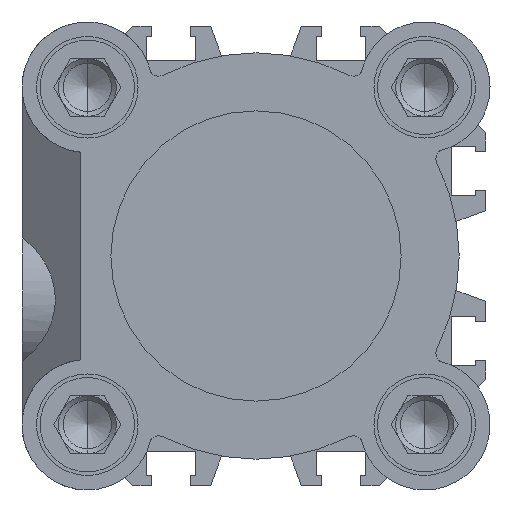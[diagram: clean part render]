
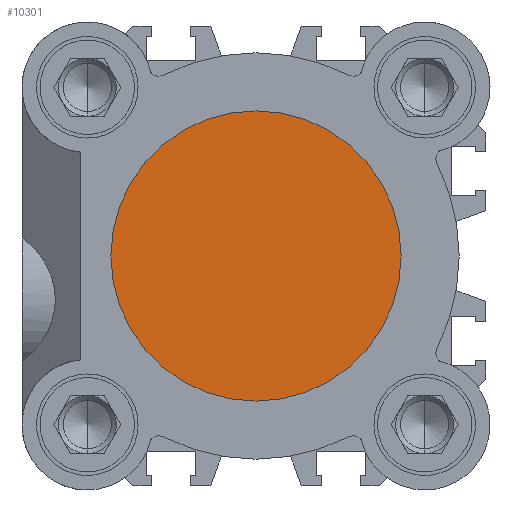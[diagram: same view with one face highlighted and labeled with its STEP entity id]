
A CAD part, left-side view. The second image highlights one B-rep face of the part: STEP entity #10301.
In plain terms, the highlighted face is planar.
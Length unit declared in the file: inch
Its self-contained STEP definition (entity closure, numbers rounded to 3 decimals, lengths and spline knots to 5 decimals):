
#319 = ORIENTED_EDGE ( 'NONE', *, *, #3121, .F. ) ;
#322 = DIRECTION ( 'NONE',  ( -1., 0., 0. ) ) ;
#815 = AXIS2_PLACEMENT_3D ( 'NONE', #11385, #5490, #12389 ) ;
#1044 = AXIS2_PLACEMENT_3D ( 'NONE', #6268, #322, #7240 ) ;
#1797 = CARTESIAN_POINT ( 'NONE',  ( 0.15748, 0.7874, 0. ) ) ;
#2545 = CIRCLE ( 'NONE', #815, 0.7874 ) ;
#2983 = ORIENTED_EDGE ( 'NONE', *, *, #7988, .F. ) ;
#3121 = EDGE_CURVE ( 'NONE', #8552, #12818, #9563, .T. ) ;
#3783 = PLANE ( 'NONE',  #5226 ) ;
#4755 = DIRECTION ( 'NONE',  ( 0., 0., 1. ) ) ;
#5226 = AXIS2_PLACEMENT_3D ( 'NONE', #1797, #10667, #4755 ) ;
#5490 = DIRECTION ( 'NONE',  ( -1., 0., 0. ) ) ;
#6268 = CARTESIAN_POINT ( 'NONE',  ( 0.15748, 0., 0. ) ) ;
#7240 = DIRECTION ( 'NONE',  ( 0., 0., 1. ) ) ;
#7988 = EDGE_CURVE ( 'NONE', #12818, #8552, #2545, .T. ) ;
#8464 = FACE_OUTER_BOUND ( 'NONE', #12848, .T. ) ;
#8552 = VERTEX_POINT ( 'NONE', #9484 ) ;
#9484 = CARTESIAN_POINT ( 'NONE',  ( 0.15748, 0., 0.7874 ) ) ;
#9563 = CIRCLE ( 'NONE', #1044, 0.7874 ) ;
#10301 = ADVANCED_FACE ( 'NONE', ( #8464 ), #3783, .F. ) ;
#10667 = DIRECTION ( 'NONE',  ( -1., 0., 0. ) ) ;
#11206 = CARTESIAN_POINT ( 'NONE',  ( 0.15748, 0., -0.7874 ) ) ;
#11385 = CARTESIAN_POINT ( 'NONE',  ( 0.15748, 0., 0. ) ) ;
#12389 = DIRECTION ( 'NONE',  ( 0., 0., 1. ) ) ;
#12818 = VERTEX_POINT ( 'NONE', #11206 ) ;
#12848 = EDGE_LOOP ( 'NONE', ( #319, #2983 ) ) ;
